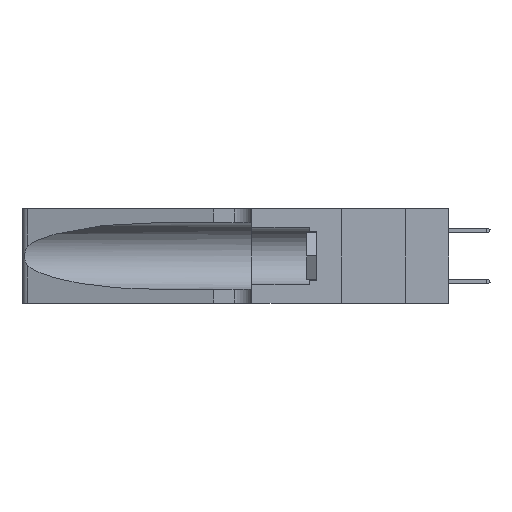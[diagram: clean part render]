
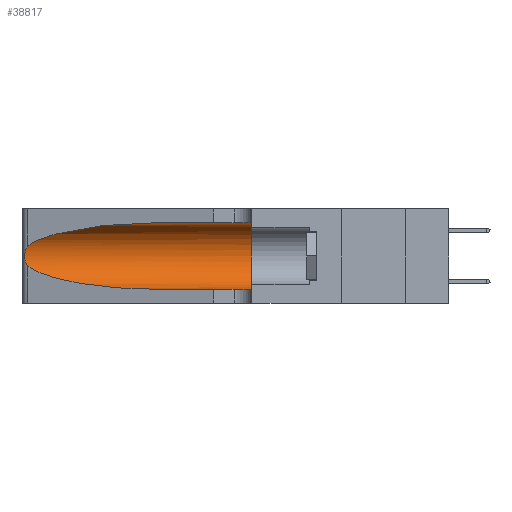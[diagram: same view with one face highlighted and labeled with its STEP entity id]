
A CAD part, left-side view. The second image highlights one B-rep face of the part: STEP entity #38817.
In plain terms, the highlighted cylindrical face has radius 3.308 mm (diameter 6.617 mm), a partial arc.
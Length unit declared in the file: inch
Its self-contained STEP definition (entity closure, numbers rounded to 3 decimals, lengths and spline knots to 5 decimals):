
#670 = FACE_OUTER_BOUND ( 'NONE', #1439, .T. ) ;
#721 = CARTESIAN_POINT ( 'NONE',  ( 0.18966, 0.96281, 0.05475 ) ) ;
#1395 = CARTESIAN_POINT ( 'NONE',  ( 0.26018, 1.23835, 0.19895 ) ) ;
#1439 = EDGE_LOOP ( 'NONE', ( #2069, #38475, #24170, #30374, #41731, #27901 ) ) ;
#2069 = ORIENTED_EDGE ( 'NONE', *, *, #24517, .T. ) ;
#2494 = VERTEX_POINT ( 'NONE', #5814 ) ;
#4833 = CARTESIAN_POINT ( 'NONE',  ( 0.26075, 1.23896, 0.178 ) ) ;
#5814 = CARTESIAN_POINT ( 'NONE',  ( 0.25487, 1.22718, 0.14631 ) ) ;
#7555 = DIRECTION ( 'NONE',  ( 0., 1., 0. ) ) ;
#7802 = CARTESIAN_POINT ( 'NONE',  ( 0.1305, 1.61858, 0.05475 ) ) ;
#8287 = CARTESIAN_POINT ( 'NONE',  ( 0.25856, 1.23593, 0.16098 ) ) ;
#8931 =( BOUNDED_CURVE ( )  B_SPLINE_CURVE ( 3, ( #14415, #34936, #721, #24755 ),
 .UNSPECIFIED., .F., .F. ) 
 B_SPLINE_CURVE_WITH_KNOTS ( ( 4, 4 ),
 ( 3.44316, 4.71239 ),
 .UNSPECIFIED. ) 
 CURVE ( )  GEOMETRIC_REPRESENTATION_ITEM ( )  RATIONAL_B_SPLINE_CURVE ( ( 1., 0.87, 0.87, 1. ) ) 
 REPRESENTATION_ITEM ( '' )  );
#8932 = VERTEX_POINT ( 'NONE', #35585 ) ;
#10653 = CARTESIAN_POINT ( 'NONE',  ( 0.25487, 1.22718, 0.22369 ) ) ;
#10691 = CARTESIAN_POINT ( 'NONE',  ( 0.1305, 0.72297, 0.31525 ) ) ;
#11162 = B_SPLINE_CURVE_WITH_KNOTS ( 'NONE', 3,
 ( #35581, #11583, #18511, #42477, #21962, #1395, #25403, #4833, #28796, #8287, #32284, #11740, #35726, #15216 ),
 .UNSPECIFIED., .F., .F.,
 ( 4, 2, 2, 2, 2, 2, 4 ),
 ( 0., 0.00027, 0.00053, 0.00107, 0.0016, 0.00187, 0.00214 ),
 .UNSPECIFIED. ) ;
#11395 = DIRECTION ( 'NONE',  ( 0., 0., -1. ) ) ;
#11574 = CIRCLE ( 'NONE', #21186, 0.13025 ) ;
#11583 = CARTESIAN_POINT ( 'NONE',  ( 0.25555, 1.22994, 0.2215 ) ) ;
#11740 = CARTESIAN_POINT ( 'NONE',  ( 0.25639, 1.23186, 0.15144 ) ) ;
#13292 = AXIS2_PLACEMENT_3D ( 'NONE', #31939, #21630, #11395 ) ;
#13458 = VECTOR ( 'NONE', #23426, 39.37008 ) ;
#14415 = CARTESIAN_POINT ( 'NONE',  ( 0.25487, 1.22718, 0.14631 ) ) ;
#15216 = CARTESIAN_POINT ( 'NONE',  ( 0.25487, 1.22718, 0.14631 ) ) ;
#16701 = CARTESIAN_POINT ( 'NONE',  ( 0.1305, 1.61858, 0.31525 ) ) ;
#17130 = VERTEX_POINT ( 'NONE', #40557 ) ;
#18511 = CARTESIAN_POINT ( 'NONE',  ( 0.25639, 1.23184, 0.21858 ) ) ;
#19373 = EDGE_CURVE ( 'NONE', #41984, #2494, #11162, .T. ) ;
#19614 = CARTESIAN_POINT ( 'NONE',  ( 0.1305, 0.35, 0.05475 ) ) ;
#20030 = EDGE_CURVE ( 'NONE', #17130, #20989, #22394, .T. ) ;
#20882 = CARTESIAN_POINT ( 'NONE',  ( 0.1305, 0.72297, 0.31525 ) ) ;
#20989 = VERTEX_POINT ( 'NONE', #19614 ) ;
#21186 = AXIS2_PLACEMENT_3D ( 'NONE', #28058, #7555, #31517 ) ;
#21318 = VECTOR ( 'NONE', #42132, 39.37008 ) ;
#21630 = DIRECTION ( 'NONE',  ( 0., -1., 0. ) ) ;
#21962 = CARTESIAN_POINT ( 'NONE',  ( 0.25854, 1.2359, 0.20912 ) ) ;
#22394 = LINE ( 'NONE', #7802, #21318 ) ;
#23426 = DIRECTION ( 'NONE',  ( 0., -1., 0. ) ) ;
#23870 = CARTESIAN_POINT ( 'NONE',  ( 0.25487, 1.22718, 0.22369 ) ) ;
#24170 = ORIENTED_EDGE ( 'NONE', *, *, #36486, .T. ) ;
#24517 = EDGE_CURVE ( 'NONE', #43430, #41984, #36475, .T. ) ;
#24755 = CARTESIAN_POINT ( 'NONE',  ( 0.1305, 0.72297, 0.05475 ) ) ;
#25403 = CARTESIAN_POINT ( 'NONE',  ( 0.26075, 1.23896, 0.19203 ) ) ;
#26973 = CYLINDRICAL_SURFACE ( 'NONE', #13292, 0.13025 ) ;
#27739 = CARTESIAN_POINT ( 'NONE',  ( 0.18966, 0.96281, 0.31525 ) ) ;
#27901 = ORIENTED_EDGE ( 'NONE', *, *, #36249, .F. ) ;
#28058 = CARTESIAN_POINT ( 'NONE',  ( 0.1305, 0.35, 0.185 ) ) ;
#28796 = CARTESIAN_POINT ( 'NONE',  ( 0.26017, 1.23833, 0.17102 ) ) ;
#30374 = ORIENTED_EDGE ( 'NONE', *, *, #20030, .T. ) ;
#31187 = CARTESIAN_POINT ( 'NONE',  ( 0.2373, 1.15595, 0.28018 ) ) ;
#31517 = DIRECTION ( 'NONE',  ( 0., 0., 1. ) ) ;
#31674 = LINE ( 'NONE', #16701, #13458 ) ;
#31939 = CARTESIAN_POINT ( 'NONE',  ( 0.1305, 1.61858, 0.185 ) ) ;
#32284 = CARTESIAN_POINT ( 'NONE',  ( 0.25789, 1.23486, 0.15765 ) ) ;
#34936 = CARTESIAN_POINT ( 'NONE',  ( 0.2373, 1.15595, 0.08982 ) ) ;
#35581 = CARTESIAN_POINT ( 'NONE',  ( 0.25487, 1.22718, 0.22369 ) ) ;
#35585 = CARTESIAN_POINT ( 'NONE',  ( 0.1305, 0.35, 0.31525 ) ) ;
#35726 = CARTESIAN_POINT ( 'NONE',  ( 0.25555, 1.22993, 0.14849 ) ) ;
#36249 = EDGE_CURVE ( 'NONE', #43430, #8932, #31674, .T. ) ;
#36475 =( BOUNDED_CURVE ( )  B_SPLINE_CURVE ( 3, ( #20882, #27739, #31187, #10653 ),
 .UNSPECIFIED., .F., .F. ) 
 B_SPLINE_CURVE_WITH_KNOTS ( ( 4, 4 ),
 ( 1.5708, 2.84003 ),
 .UNSPECIFIED. ) 
 CURVE ( )  GEOMETRIC_REPRESENTATION_ITEM ( )  RATIONAL_B_SPLINE_CURVE ( ( 1., 0.87, 0.87, 1. ) ) 
 REPRESENTATION_ITEM ( '' )  );
#36486 = EDGE_CURVE ( 'NONE', #2494, #17130, #8931, .T. ) ;
#38475 = ORIENTED_EDGE ( 'NONE', *, *, #19373, .T. ) ;
#38817 = ADVANCED_FACE ( 'NONE', ( #670 ), #26973, .F. ) ;
#40557 = CARTESIAN_POINT ( 'NONE',  ( 0.1305, 0.72297, 0.05475 ) ) ;
#41731 = ORIENTED_EDGE ( 'NONE', *, *, #43495, .F. ) ;
#41984 = VERTEX_POINT ( 'NONE', #23870 ) ;
#42132 = DIRECTION ( 'NONE',  ( 0., -1., 0. ) ) ;
#42477 = CARTESIAN_POINT ( 'NONE',  ( 0.25787, 1.23484, 0.2124 ) ) ;
#43430 = VERTEX_POINT ( 'NONE', #10691 ) ;
#43495 = EDGE_CURVE ( 'NONE', #8932, #20989, #11574, .T. ) ;
